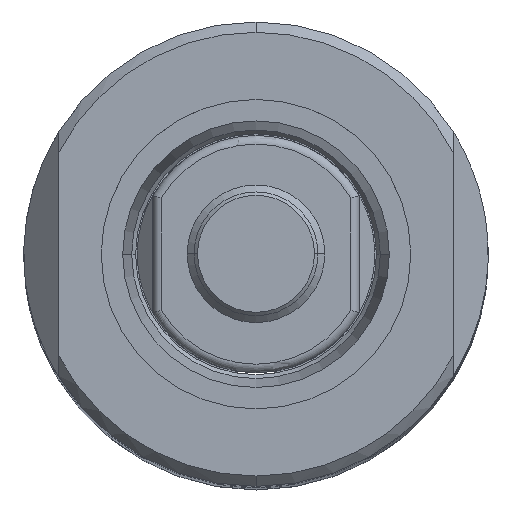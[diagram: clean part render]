
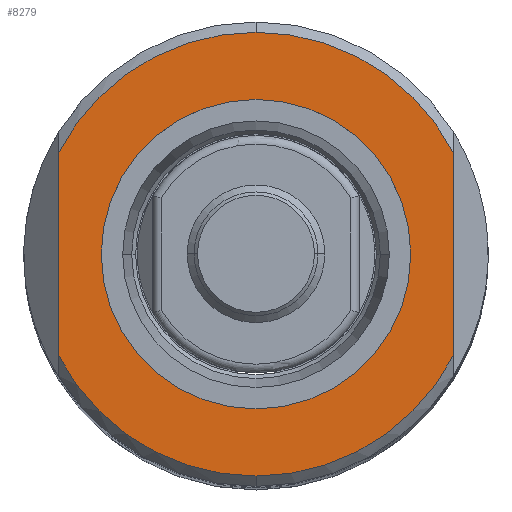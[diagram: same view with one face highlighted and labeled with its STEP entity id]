
A CAD part, top view. The second image highlights one B-rep face of the part: STEP entity #8279.
In plain terms, the highlighted planar face has unit normal (0, 0, 1).
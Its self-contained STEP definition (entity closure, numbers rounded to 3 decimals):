
#7465=CARTESIAN_POINT('',(0.,0.,29.8));
#7466=DIRECTION('',(0.,0.,-1.));
#7467=DIRECTION('',(-1.,0.,0.));
#7468=AXIS2_PLACEMENT_3D('',#7465,#7466,#7467);
#7473=CARTESIAN_POINT('',(0.,0.,29.8));
#7474=DIRECTION('',(0.,0.,-1.));
#7475=DIRECTION('',(1.,0.,0.));
#7476=AXIS2_PLACEMENT_3D('',#7473,#7474,#7475);
#7481=DIRECTION('',(1.,0.,0.));
#7482=VECTOR('',#7481,11.689);
#7483=CARTESIAN_POINT('',(-5.845,11.5,29.8));
#7484=LINE('',#7483,#7482);
#7488=DIRECTION('',(1.,0.,0.));
#7489=VECTOR('',#7488,11.689);
#7490=CARTESIAN_POINT('',(-5.845,-11.5,29.8));
#7491=LINE('',#7490,#7489);
#7932=CARTESIAN_POINT('',(0.,0.,29.8));
#7933=DIRECTION('',(0.,0.,1.));
#7934=DIRECTION('',(-0.453,0.891,0.));
#7935=AXIS2_PLACEMENT_3D('',#7932,#7933,#7934);
#7965=CARTESIAN_POINT('',(0.,0.,29.8));
#7966=DIRECTION('',(0.,0.,1.));
#7967=DIRECTION('',(-1.,0.,0.));
#7968=AXIS2_PLACEMENT_3D('',#7965,#7966,#7967);
#7991=CARTESIAN_POINT('',(0.,0.,29.8));
#7992=DIRECTION('',(0.,0.,1.));
#7993=DIRECTION('',(1.,0.,0.));
#7994=AXIS2_PLACEMENT_3D('',#7991,#7992,#7993);
#8024=CARTESIAN_POINT('',(0.,0.,29.8));
#8025=DIRECTION('',(0.,0.,1.));
#8026=DIRECTION('',(0.453,-0.891,0.));
#8027=AXIS2_PLACEMENT_3D('',#8024,#8025,#8026);
#8092=CARTESIAN_POINT('',(-9.,0.,29.8));
#8093=CARTESIAN_POINT('',(9.,0.,29.8));
#8094=VERTEX_POINT('',#8092);
#8095=VERTEX_POINT('',#8093);
#8102=CARTESIAN_POINT('',(5.845,-11.5,29.8));
#8103=CARTESIAN_POINT('',(12.9,0.,29.8));
#8104=VERTEX_POINT('',#8102);
#8105=VERTEX_POINT('',#8103);
#8110=CARTESIAN_POINT('',(5.845,11.5,29.8));
#8111=VERTEX_POINT('',#8110);
#8114=CARTESIAN_POINT('',(-12.9,0.,29.8));
#8115=CARTESIAN_POINT('',(-5.845,-11.5,29.8));
#8116=VERTEX_POINT('',#8114);
#8117=VERTEX_POINT('',#8115);
#8122=CARTESIAN_POINT('',(-5.845,11.5,29.8));
#8123=VERTEX_POINT('',#8122);
#8255=CARTESIAN_POINT('',(0.,0.,29.8));
#8256=DIRECTION('',(0.,0.,1.));
#8257=DIRECTION('',(1.,0.,0.));
#8258=AXIS2_PLACEMENT_3D('',#8255,#8256,#8257);
#8259=PLANE('',#8258);
#8261=ORIENTED_EDGE('',*,*,#8260,.T.);
#8263=ORIENTED_EDGE('',*,*,#8262,.F.);
#8265=ORIENTED_EDGE('',*,*,#8264,.F.);
#8266=ORIENTED_EDGE('',*,*,#8243,.F.);
#8268=ORIENTED_EDGE('',*,*,#8267,.F.);
#8270=ORIENTED_EDGE('',*,*,#8269,.F.);
#8271=EDGE_LOOP('',(#8261,#8263,#8265,#8266,#8268,#8270));
#8272=FACE_OUTER_BOUND('',#8271,.F.);
#8274=ORIENTED_EDGE('',*,*,#8273,.F.);
#8276=ORIENTED_EDGE('',*,*,#8275,.F.);
#8277=EDGE_LOOP('',(#8274,#8276));
#8278=FACE_BOUND('',#8277,.F.);
#8279=ADVANCED_FACE('',(#8272,#8278),#8259,.T.);
#7469=CIRCLE('',#7468,9.);
#7477=CIRCLE('',#7476,9.);
#7936=CIRCLE('',#7935,12.9);
#7969=CIRCLE('',#7968,12.9);
#7995=CIRCLE('',#7994,12.9);
#8028=CIRCLE('',#8027,12.9);
#8243=EDGE_CURVE('',#8117,#8104,#7491,.T.);
#8260=EDGE_CURVE('',#8123,#8111,#7484,.T.);
#8262=EDGE_CURVE('',#8105,#8111,#7995,.T.);
#8264=EDGE_CURVE('',#8104,#8105,#8028,.T.);
#8267=EDGE_CURVE('',#8116,#8117,#7969,.T.);
#8269=EDGE_CURVE('',#8123,#8116,#7936,.T.);
#8273=EDGE_CURVE('',#8094,#8095,#7469,.T.);
#8275=EDGE_CURVE('',#8095,#8094,#7477,.T.);
